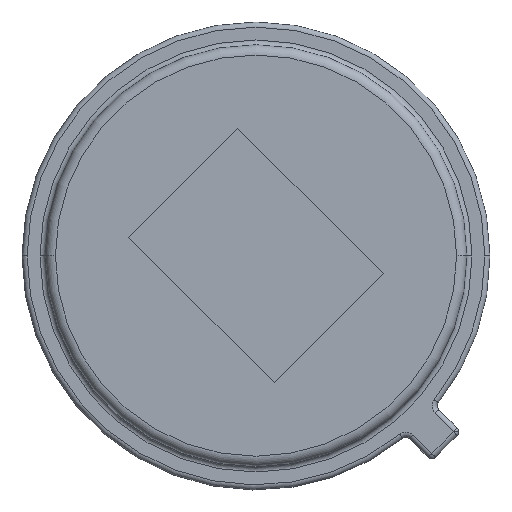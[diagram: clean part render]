
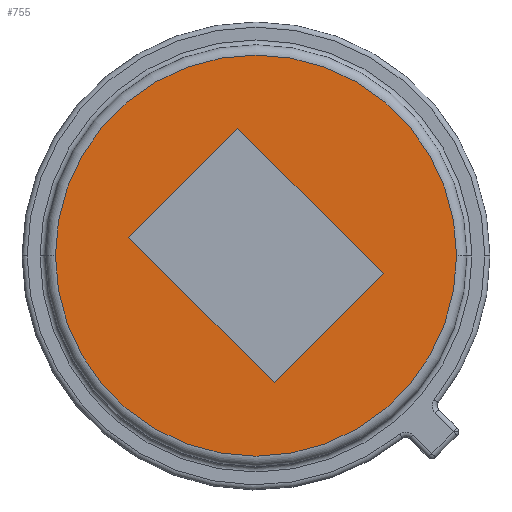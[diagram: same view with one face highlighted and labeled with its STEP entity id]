
A CAD part, top view. The second image highlights one B-rep face of the part: STEP entity #755.
In plain terms, the highlighted planar face has unit normal (0, 0, 1).
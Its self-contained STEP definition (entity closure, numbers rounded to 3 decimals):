
#4 = AXIS2_PLACEMENT_3D ( 'NONE', #2746, #357, #856 ) ;
#64 = CARTESIAN_POINT ( 'NONE',  ( -2.475, 0.354, 4.7 ) ) ;
#77 = ORIENTED_EDGE ( 'NONE', *, *, #3003, .F. ) ;
#145 = CIRCLE ( 'NONE', #2006, 3.9 ) ;
#166 = CARTESIAN_POINT ( 'NONE',  ( 0., 0., 4.7 ) ) ;
#230 = VERTEX_POINT ( 'NONE', #442 ) ;
#275 = CARTESIAN_POINT ( 'NONE',  ( 2.475, -0.354, 4.7 ) ) ;
#288 = LINE ( 'NONE', #2932, #830 ) ;
#341 = LINE ( 'NONE', #1373, #1550 ) ;
#357 = DIRECTION ( 'NONE',  ( 0., 0., 1. ) ) ;
#367 = ORIENTED_EDGE ( 'NONE', *, *, #990, .F. ) ;
#370 = CARTESIAN_POINT ( 'NONE',  ( -0.354, 2.475, 4.7 ) ) ;
#404 = DIRECTION ( 'NONE',  ( -0.707, -0.707, 0. ) ) ;
#406 = DIRECTION ( 'NONE',  ( 1., 0., 0. ) ) ;
#442 = CARTESIAN_POINT ( 'NONE',  ( 3.9, 0., 4.7 ) ) ;
#581 = VERTEX_POINT ( 'NONE', #370 ) ;
#642 = CARTESIAN_POINT ( 'NONE',  ( -3.9, 0., 4.7 ) ) ;
#751 = VERTEX_POINT ( 'NONE', #1050 ) ;
#755 = ADVANCED_FACE ( 'NONE', ( #2191, #1967 ), #2016, .T. ) ;
#804 = DIRECTION ( 'NONE',  ( 1., 0., 0. ) ) ;
#830 = VECTOR ( 'NONE', #2904, 1000. ) ;
#856 = DIRECTION ( 'NONE',  ( 1., 0., 0. ) ) ;
#990 = EDGE_CURVE ( 'NONE', #581, #751, #341, .T. ) ;
#1050 = CARTESIAN_POINT ( 'NONE',  ( -2.475, 0.354, 4.7 ) ) ;
#1155 = EDGE_CURVE ( 'NONE', #1333, #230, #145, .T. ) ;
#1225 = CARTESIAN_POINT ( 'NONE',  ( 0.354, -2.475, 4.7 ) ) ;
#1262 = ORIENTED_EDGE ( 'NONE', *, *, #1155, .T. ) ;
#1333 = VERTEX_POINT ( 'NONE', #642 ) ;
#1373 = CARTESIAN_POINT ( 'NONE',  ( -2.475, 0.354, 4.7 ) ) ;
#1536 = LINE ( 'NONE', #64, #1722 ) ;
#1550 = VECTOR ( 'NONE', #404, 1000. ) ;
#1555 = VECTOR ( 'NONE', #2051, 1000. ) ;
#1578 = EDGE_LOOP ( 'NONE', ( #367, #2492, #77, #1951 ) ) ;
#1627 = LINE ( 'NONE', #1815, #1555 ) ;
#1694 = EDGE_CURVE ( 'NONE', #1705, #581, #288, .T. ) ;
#1705 = VERTEX_POINT ( 'NONE', #275 ) ;
#1710 = DIRECTION ( 'NONE',  ( 0., 0., 1. ) ) ;
#1722 = VECTOR ( 'NONE', #1755, 1000. ) ;
#1755 = DIRECTION ( 'NONE',  ( 0.707, -0.707, 0. ) ) ;
#1815 = CARTESIAN_POINT ( 'NONE',  ( 0.354, -2.475, 4.7 ) ) ;
#1845 = DIRECTION ( 'NONE',  ( 0., 0., 1. ) ) ;
#1925 = ORIENTED_EDGE ( 'NONE', *, *, #2908, .T. ) ;
#1951 = ORIENTED_EDGE ( 'NONE', *, *, #2424, .F. ) ;
#1967 = FACE_BOUND ( 'NONE', #1578, .T. ) ;
#1969 = CARTESIAN_POINT ( 'NONE',  ( 0., 0., 4.7 ) ) ;
#2006 = AXIS2_PLACEMENT_3D ( 'NONE', #1969, #1710, #804 ) ;
#2016 = PLANE ( 'NONE',  #4 ) ;
#2051 = DIRECTION ( 'NONE',  ( 0.707, 0.707, 0. ) ) ;
#2191 = FACE_OUTER_BOUND ( 'NONE', #3104, .T. ) ;
#2424 = EDGE_CURVE ( 'NONE', #751, #2528, #1536, .T. ) ;
#2492 = ORIENTED_EDGE ( 'NONE', *, *, #1694, .F. ) ;
#2528 = VERTEX_POINT ( 'NONE', #1225 ) ;
#2746 = CARTESIAN_POINT ( 'NONE',  ( 0., 0., 4.7 ) ) ;
#2848 = AXIS2_PLACEMENT_3D ( 'NONE', #166, #1845, #406 ) ;
#2861 = CIRCLE ( 'NONE', #2848, 3.9 ) ;
#2904 = DIRECTION ( 'NONE',  ( -0.707, 0.707, 0. ) ) ;
#2908 = EDGE_CURVE ( 'NONE', #230, #1333, #2861, .T. ) ;
#2932 = CARTESIAN_POINT ( 'NONE',  ( -0.354, 2.475, 4.7 ) ) ;
#3003 = EDGE_CURVE ( 'NONE', #2528, #1705, #1627, .T. ) ;
#3104 = EDGE_LOOP ( 'NONE', ( #1925, #1262 ) ) ;
